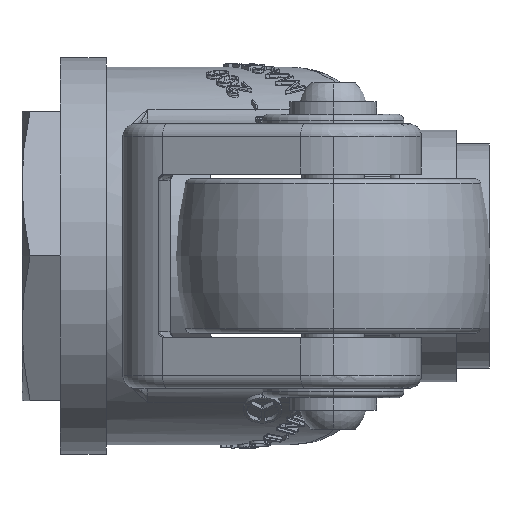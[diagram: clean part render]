
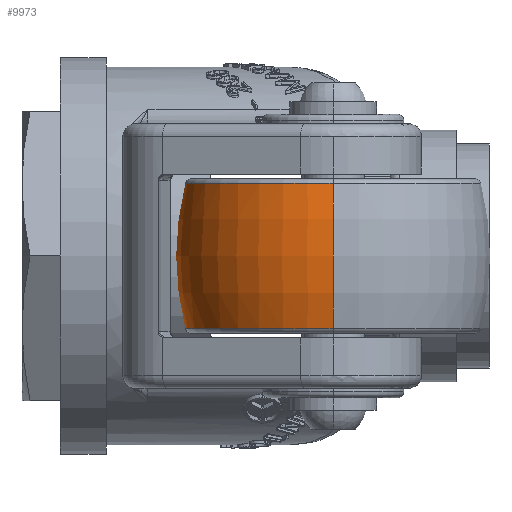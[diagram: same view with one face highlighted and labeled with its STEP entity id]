
A CAD part, left-side view. The second image highlights one B-rep face of the part: STEP entity #9973.
In plain terms, the highlighted toroidal (fillet/blend) face has major radius 18.75 mm and minor radius 43.75 mm.
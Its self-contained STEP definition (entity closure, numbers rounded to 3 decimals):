
#200 = TOROIDAL_SURFACE ( 'NONE', #15242, -18.75, 43.75 ) ;
#315 = DIRECTION ( 'NONE',  ( 1., 0., 0. ) ) ;
#479 = DIRECTION ( 'NONE',  ( 0., 0., 1. ) ) ;
#656 = CARTESIAN_POINT ( 'NONE',  ( -48., 24.6, 0. ) ) ;
#726 = ORIENTED_EDGE ( 'NONE', *, *, #10309, .F. ) ;
#1576 = CARTESIAN_POINT ( 'NONE',  ( -24.542, 24.6, -11.513 ) ) ;
#1845 = EDGE_CURVE ( 'NONE', #16146, #24224, #7436, .T. ) ;
#2523 = DIRECTION ( 'NONE',  ( 0., -1., 0. ) ) ;
#2556 = FACE_OUTER_BOUND ( 'NONE', #3045, .T. ) ;
#2819 = DIRECTION ( 'NONE',  ( 0., 0., 1. ) ) ;
#3045 = EDGE_LOOP ( 'NONE', ( #12411, #8916, #4937, #726 ) ) ;
#3258 = AXIS2_PLACEMENT_3D ( 'NONE', #16751, #2523, #6951 ) ;
#4937 = ORIENTED_EDGE ( 'NONE', *, *, #20981, .F. ) ;
#6243 = AXIS2_PLACEMENT_3D ( 'NONE', #23062, #479, #6541 ) ;
#6541 = DIRECTION ( 'NONE',  ( 1., 0., 0. ) ) ;
#6951 = DIRECTION ( 'NONE',  ( 0., 0., -1. ) ) ;
#7436 = CIRCLE ( 'NONE', #22421, 23.458 ) ;
#7648 = CARTESIAN_POINT ( 'NONE',  ( -71.458, 24.6, 11.513 ) ) ;
#8916 = ORIENTED_EDGE ( 'NONE', *, *, #20498, .T. ) ;
#9558 = DIRECTION ( 'NONE',  ( -1., 0., 0. ) ) ;
#9973 = ADVANCED_FACE ( 'NONE', ( #2556 ), #200, .T. ) ;
#10309 = EDGE_CURVE ( 'NONE', #16146, #10743, #14396, .T. ) ;
#10743 = VERTEX_POINT ( 'NONE', #16770 ) ;
#11701 = VERTEX_POINT ( 'NONE', #7648 ) ;
#12283 = DIRECTION ( 'NONE',  ( 0., 0., 1. ) ) ;
#12411 = ORIENTED_EDGE ( 'NONE', *, *, #1845, .T. ) ;
#14396 = CIRCLE ( 'NONE', #3258, 43.75 ) ;
#15242 = AXIS2_PLACEMENT_3D ( 'NONE', #656, #2819, #20955 ) ;
#16146 = VERTEX_POINT ( 'NONE', #1576 ) ;
#16751 = CARTESIAN_POINT ( 'NONE',  ( -66.75, 24.6, 0. ) ) ;
#16770 = CARTESIAN_POINT ( 'NONE',  ( -24.542, 24.6, 11.513 ) ) ;
#17819 = CIRCLE ( 'NONE', #6243, 23.458 ) ;
#18723 = CARTESIAN_POINT ( 'NONE',  ( -48., 24.6, -11.513 ) ) ;
#19109 = AXIS2_PLACEMENT_3D ( 'NONE', #20017, #19617, #9558 ) ;
#19617 = DIRECTION ( 'NONE',  ( 0., 1., 0. ) ) ;
#20017 = CARTESIAN_POINT ( 'NONE',  ( -29.25, 24.6, 0. ) ) ;
#20498 = EDGE_CURVE ( 'NONE', #24224, #11701, #26417, .T. ) ;
#20955 = DIRECTION ( 'NONE',  ( 1., 0., 0. ) ) ;
#20981 = EDGE_CURVE ( 'NONE', #10743, #11701, #17819, .T. ) ;
#22421 = AXIS2_PLACEMENT_3D ( 'NONE', #18723, #12283, #315 ) ;
#23062 = CARTESIAN_POINT ( 'NONE',  ( -48., 24.6, 11.513 ) ) ;
#23210 = CARTESIAN_POINT ( 'NONE',  ( -71.458, 24.6, -11.513 ) ) ;
#24224 = VERTEX_POINT ( 'NONE', #23210 ) ;
#26417 = CIRCLE ( 'NONE', #19109, 43.75 ) ;
